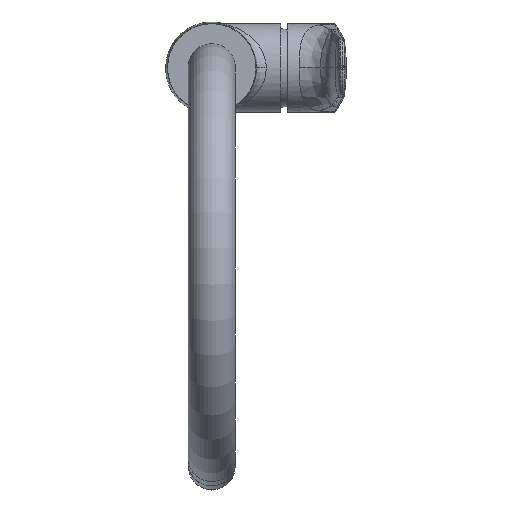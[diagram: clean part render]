
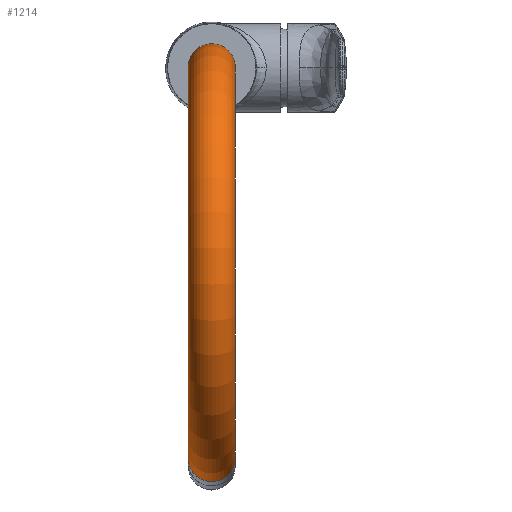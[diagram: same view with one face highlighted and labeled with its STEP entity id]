
A CAD part, top view. The second image highlights one B-rep face of the part: STEP entity #1214.
In plain terms, the highlighted toroidal (fillet/blend) face has major radius 100 mm and minor radius 12 mm.
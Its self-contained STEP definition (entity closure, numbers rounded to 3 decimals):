
#16=TOROIDAL_SURFACE('',#1296,100.,12.);
#101=CIRCLE('',#1297,12.);
#102=CIRCLE('',#1298,12.);
#103=CIRCLE('',#1299,88.);
#104=CIRCLE('',#1300,12.);
#105=CIRCLE('',#1301,12.);
#256=FACE_OUTER_BOUND('',#342,.T.);
#342=EDGE_LOOP('',(#1055,#1056,#1057,#1058,#1059,#1060));
#544=VERTEX_POINT('',#10210);
#545=VERTEX_POINT('',#10211);
#546=VERTEX_POINT('',#10214);
#547=VERTEX_POINT('',#10216);
#717=EDGE_CURVE('',#544,#545,#101,.T.);
#718=EDGE_CURVE('',#545,#544,#102,.T.);
#719=EDGE_CURVE('',#545,#546,#103,.T.);
#720=EDGE_CURVE('',#546,#547,#104,.T.);
#721=EDGE_CURVE('',#547,#546,#105,.T.);
#1055=ORIENTED_EDGE('',*,*,#717,.F.);
#1056=ORIENTED_EDGE('',*,*,#718,.F.);
#1057=ORIENTED_EDGE('',*,*,#719,.T.);
#1058=ORIENTED_EDGE('',*,*,#720,.T.);
#1059=ORIENTED_EDGE('',*,*,#721,.T.);
#1060=ORIENTED_EDGE('',*,*,#719,.F.);
#1214=ADVANCED_FACE('',(#256),#16,.T.);
#1296=AXIS2_PLACEMENT_3D('',#10209,#1453,#1454);
#1297=AXIS2_PLACEMENT_3D('',#10212,#1455,#1456);
#1298=AXIS2_PLACEMENT_3D('',#10213,#1457,#1458);
#1299=AXIS2_PLACEMENT_3D('',#10215,#1459,#1460);
#1300=AXIS2_PLACEMENT_3D('',#10217,#1461,#1462);
#1301=AXIS2_PLACEMENT_3D('',#10218,#1463,#1464);
#1453=DIRECTION('center_axis',(-1.,0.,0.));
#1454=DIRECTION('ref_axis',(0.,0.99,-0.141));
#1455=DIRECTION('center_axis',(0.,0.,-1.));
#1456=DIRECTION('ref_axis',(0.,-1.,0.));
#1457=DIRECTION('center_axis',(0.,0.,-1.));
#1458=DIRECTION('ref_axis',(0.,-1.,0.));
#1459=DIRECTION('center_axis',(1.,0.,0.));
#1460=DIRECTION('ref_axis',(0.,0.99,-0.141));
#1461=DIRECTION('center_axis',(0.,0.141,0.99));
#1462=DIRECTION('ref_axis',(0.,-0.99,0.141));
#1463=DIRECTION('center_axis',(0.,0.141,0.99));
#1464=DIRECTION('ref_axis',(0.,-0.99,0.141));
#10209=CARTESIAN_POINT('Origin',(0.,-100.,250.));
#10210=CARTESIAN_POINT('',(0.,12.,250.));
#10211=CARTESIAN_POINT('',(0.,-12.,250.));
#10212=CARTESIAN_POINT('Origin',(0.,0.,250.));
#10213=CARTESIAN_POINT('Origin',(0.,0.,250.));
#10214=CARTESIAN_POINT('',(0.,-187.12,262.414));
#10215=CARTESIAN_POINT('Origin',(0.,-100.,250.));
#10216=CARTESIAN_POINT('',(0.,-210.88,265.8));
#10217=CARTESIAN_POINT('Origin',(0.,-199.,264.107));
#10218=CARTESIAN_POINT('Origin',(0.,-199.,264.107));
